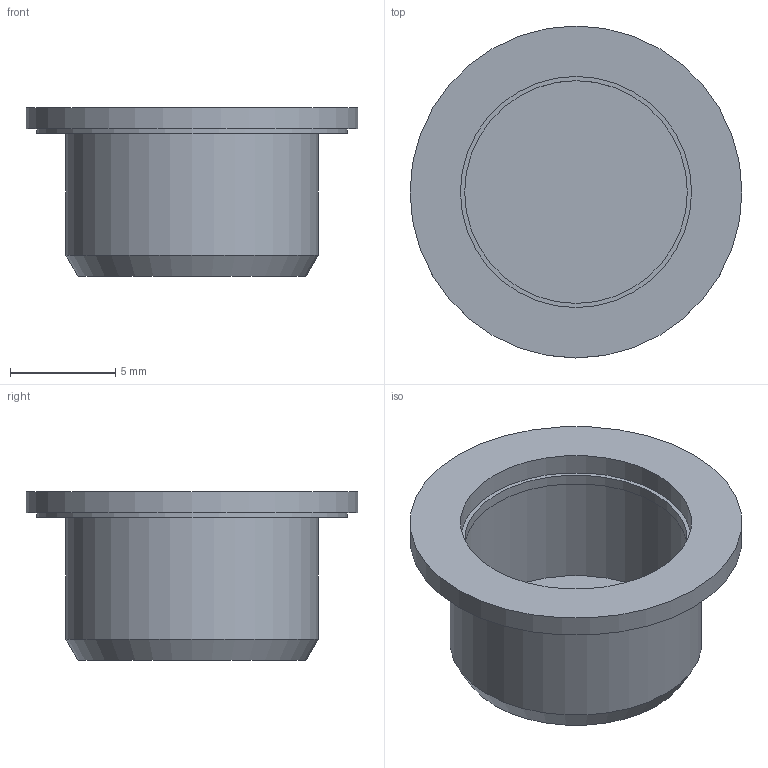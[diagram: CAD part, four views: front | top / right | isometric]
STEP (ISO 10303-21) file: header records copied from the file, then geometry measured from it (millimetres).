
FILE_DESCRIPTION((''),'2;1');
FILE_NAME('6286411902.stp','2015-09-25T10:32:43',('Ji��'),(''),'Autodesk Inventor 2012','Autodesk Inventor 2012','');
FILE_SCHEMA(('AUTOMOTIVE_DESIGN { 1 0 10303 214 1 1 1 1 }'));
Length unit declared in the file: millimetre
Products named in the file (1): 6286411902
Bounding box: 15.8 x 15.8 x 8 mm (x, y, z)
Volume: 319 mm3; surface area: 961.6 mm2
Topology: 1 solids, 1 shells, 16 faces, 23 edges, 15 vertices
Faces by surface type: plane 8, cylinder 7, cone 1
Full cylindrical faces by diameter (mm): 10.6 x1, 11 x2, 12 x1, 14 x1, 14.8 x1, 15.8 x1
Entity records: 340 total; most frequent: DIRECTION 64, CARTESIAN_POINT 47, AXIS2_PLACEMENT_3D 32, ORIENTED_EDGE 30, EDGE_LOOP 30, FACE_OUTER_BOUND 16, ADVANCED_FACE 16, VERTEX_POINT 15
